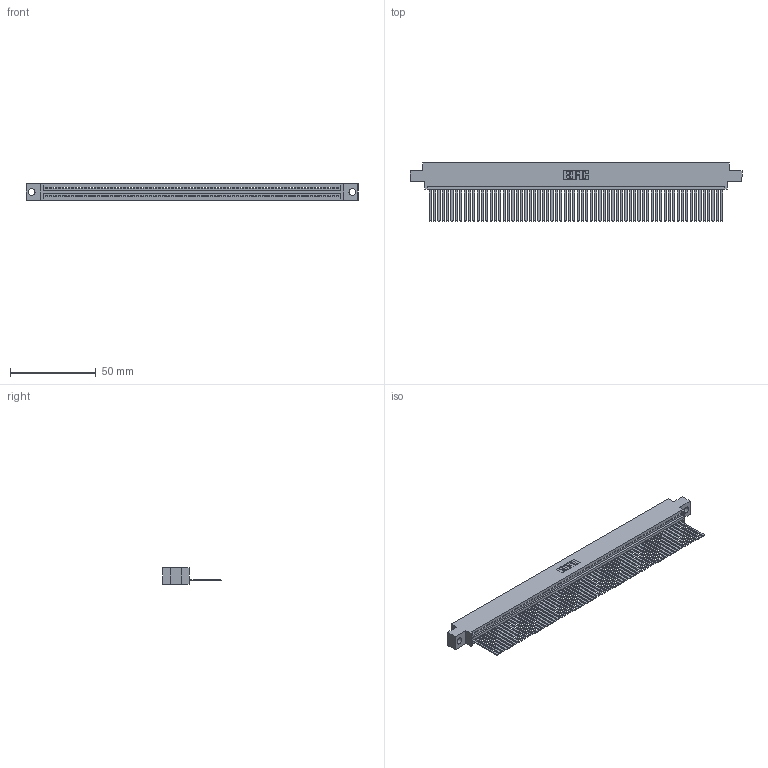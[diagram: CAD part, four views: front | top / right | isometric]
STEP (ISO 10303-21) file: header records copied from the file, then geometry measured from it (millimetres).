
FILE_DESCRIPTION (( 'STEP AP203' ), '1' );
FILE_NAME ('345-068-544-604.STEP', '2021-05-28T16:16:24', ( '' ), ( '' ), 'SwSTEP 2.0', 'SolidWorks 2020', '' );
FILE_SCHEMA (( 'CONFIG_CONTROL_DESIGN' ));
Length unit declared in the file: inch
Products named in the file (3): 345-292-001_345-293-144; 345 Part_0.170 Offset - 0.156 Dia-TI; 345-068-544-604
Assembly tree (69 placements, depth 2):
  345-068-544-604
    345 Part_0.170 Offset - 0.156 Dia-TI
    345-292-001_345-293-144  x68
Bounding box: 193.93 x 33.96 x 9.4 mm (x, y, z)
Volume: 19200.7 mm3; surface area: 28202.7 mm2
Topology: 69 solids, 69 shells, 3680 faces, 11133 edges, 7330 vertices
Faces by surface type: plane 2546, cylinder 1134
Entity records: 48045 total; most frequent: CARTESIAN_POINT 8330, ORIENTED_EDGE 8330, DIRECTION 7233, EDGE_CURVE 4165, VECTOR 3765, LINE 3765, VERTEX_POINT 2774, AXIS2_PLACEMENT_3D 1734
